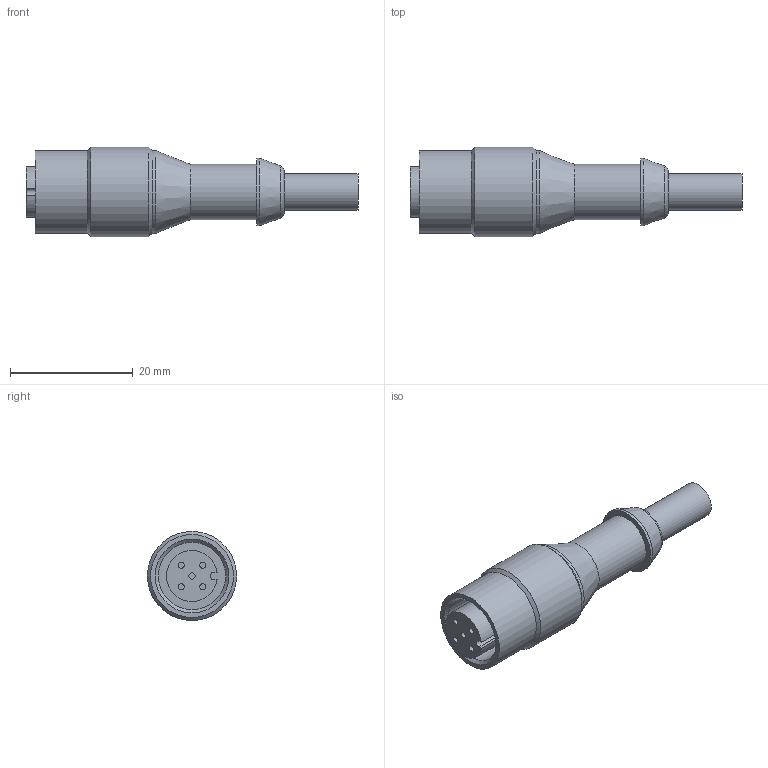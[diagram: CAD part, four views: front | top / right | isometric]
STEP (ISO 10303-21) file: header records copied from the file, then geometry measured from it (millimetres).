
FILE_DESCRIPTION( ( 'STEP AP203' ), '1' );
FILE_NAME( 'SICK DOL-1205-G05M-Order no.6009868.stp', '2018-12-13T09:29:34', ( '' ), ( '' ), ' ', 'PARTsolutions', ' ' );
FILE_SCHEMA( ( 'CONFIG_CONTROL_DESIGN' ) );
Length unit declared in the file: millimetre
Products named in the file (1): _SICK DOL-1205-G05M-Order no.6009868
Bounding box: 54 x 14.5 x 14.5 mm (x, y, z)
Volume: 4720.8 mm3; surface area: 2551 mm2
Topology: 1 solids, 1 shells, 33 faces, 57 edges, 35 vertices
Faces by surface type: cylinder 14, plane 13, cone 5, torus 1
Full cylindrical faces by diameter (mm): 1 x5, 6 x1, 9 x1, 10.917 x1, 11 x1, 13.5 x2, 14.5 x1
Entity records: 744 total; most frequent: DIRECTION 138, CARTESIAN_POINT 108, ORIENTED_EDGE 78, AXIS2_PLACEMENT_3D 65, EDGE_LOOP 60, FACE_OUTER_BOUND 46, EDGE_CURVE 39, VERTEX_POINT 35
